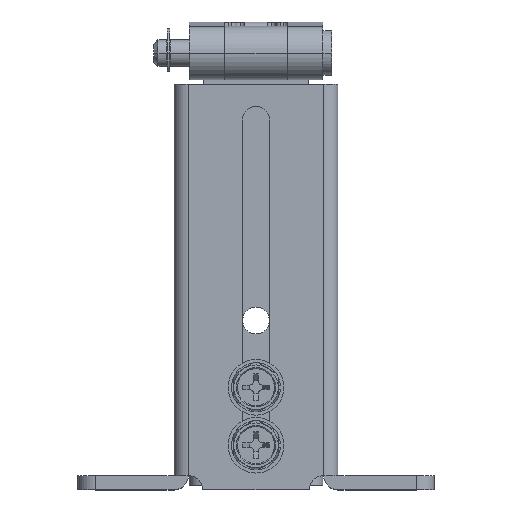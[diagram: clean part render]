
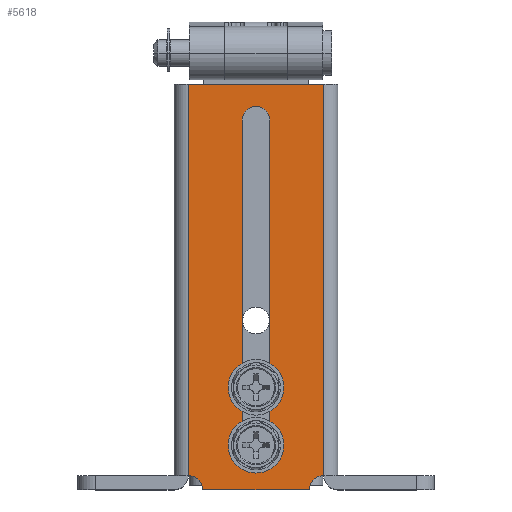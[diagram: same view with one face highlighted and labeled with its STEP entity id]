
A CAD part, top view. The second image highlights one B-rep face of the part: STEP entity #5618.
In plain terms, the highlighted planar face has unit normal (0, 0, 1).
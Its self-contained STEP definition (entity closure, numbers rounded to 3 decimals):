
#12 = CIRCLE ( 'NONE', #4084, 3.2 ) ;
#73 = CARTESIAN_POINT ( 'NONE',  ( 0., 10., 15. ) ) ;
#212 = VECTOR ( 'NONE', #4594, 1000. ) ;
#393 = VERTEX_POINT ( 'NONE', #7801 ) ;
#400 = EDGE_CURVE ( 'NONE', #7701, #4032, #431, .T. ) ;
#431 = LINE ( 'NONE', #6089, #3996 ) ;
#713 = EDGE_LOOP ( 'NONE', ( #7511, #5485, #2880, #6962, #6022, #7341 ) ) ;
#978 = VERTEX_POINT ( 'NONE', #6339 ) ;
#1142 = AXIS2_PLACEMENT_3D ( 'NONE', #73, #8082, #7231 ) ;
#1298 = VERTEX_POINT ( 'NONE', #3814 ) ;
#1590 = CIRCLE ( 'NONE', #7933, 3.2 ) ;
#1592 = FACE_BOUND ( 'NONE', #3041, .T. ) ;
#1683 = DIRECTION ( 'NONE',  ( 1., 0., 0. ) ) ;
#1748 = PLANE ( 'NONE',  #2803 ) ;
#1817 = VECTOR ( 'NONE', #1858, 1000. ) ;
#1858 = DIRECTION ( 'NONE',  ( -1., 0., 0. ) ) ;
#1947 = DIRECTION ( 'NONE',  ( 0., 1., 0. ) ) ;
#1995 = ORIENTED_EDGE ( 'NONE', *, *, #6145, .F. ) ;
#2045 = DIRECTION ( 'NONE',  ( 1., 0., 0. ) ) ;
#2412 = DIRECTION ( 'NONE',  ( 0., 1., 0. ) ) ;
#2558 = DIRECTION ( 'NONE',  ( 0., 0., 1. ) ) ;
#2715 = CARTESIAN_POINT ( 'NONE',  ( 18.4, 0., 15. ) ) ;
#2799 = CARTESIAN_POINT ( 'NONE',  ( 15.2, 91., 15. ) ) ;
#2801 = CARTESIAN_POINT ( 'NONE',  ( -15.2, 91., 15. ) ) ;
#2803 = AXIS2_PLACEMENT_3D ( 'NONE', #4109, #3276, #2412 ) ;
#2880 = ORIENTED_EDGE ( 'NONE', *, *, #2941, .T. ) ;
#2892 = DIRECTION ( 'NONE',  ( 0., 0., 1. ) ) ;
#2941 = EDGE_CURVE ( 'NONE', #393, #7701, #7288, .T. ) ;
#2970 = CARTESIAN_POINT ( 'NONE',  ( 12., 0., 15. ) ) ;
#2981 = EDGE_CURVE ( 'NONE', #6689, #6219, #7100, .T. ) ;
#3041 = EDGE_LOOP ( 'NONE', ( #6659, #6922, #3402, #1995 ) ) ;
#3276 = DIRECTION ( 'NONE',  ( 0., 0., -1. ) ) ;
#3402 = ORIENTED_EDGE ( 'NONE', *, *, #5199, .F. ) ;
#3418 = CARTESIAN_POINT ( 'NONE',  ( 0., 83., 15. ) ) ;
#3443 = VERTEX_POINT ( 'NONE', #2970 ) ;
#3651 = LINE ( 'NONE', #2799, #7853 ) ;
#3742 = LINE ( 'NONE', #6004, #6597 ) ;
#3763 = CARTESIAN_POINT ( 'NONE',  ( 15.2, 0., 15. ) ) ;
#3814 = CARTESIAN_POINT ( 'NONE',  ( 15.2, 3.2, 15. ) ) ;
#3996 = VECTOR ( 'NONE', #5270, 1000. ) ;
#4032 = VERTEX_POINT ( 'NONE', #5489 ) ;
#4084 = AXIS2_PLACEMENT_3D ( 'NONE', #3763, #2892, #2045 ) ;
#4109 = CARTESIAN_POINT ( 'NONE',  ( 18.4, 91., 15. ) ) ;
#4137 = CARTESIAN_POINT ( 'NONE',  ( 3.1, 10., 15. ) ) ;
#4173 = CIRCLE ( 'NONE', #6185, 3.1 ) ;
#4447 = EDGE_CURVE ( 'NONE', #6058, #6689, #4173, .T. ) ;
#4594 = DIRECTION ( 'NONE',  ( 0., -1., 0. ) ) ;
#4615 = EDGE_CURVE ( 'NONE', #978, #4032, #1590, .T. ) ;
#4679 = CARTESIAN_POINT ( 'NONE',  ( 3.1, 83., 15. ) ) ;
#4748 = VERTEX_POINT ( 'NONE', #4137 ) ;
#4824 = EDGE_CURVE ( 'NONE', #1298, #3443, #12, .T. ) ;
#5180 = DIRECTION ( 'NONE',  ( 0., 1., 0. ) ) ;
#5199 = EDGE_CURVE ( 'NONE', #4748, #6058, #3742, .T. ) ;
#5270 = DIRECTION ( 'NONE',  ( 0., -1., 0. ) ) ;
#5396 = CARTESIAN_POINT ( 'NONE',  ( -3.1, 83., 15. ) ) ;
#5485 = ORIENTED_EDGE ( 'NONE', *, *, #6369, .T. ) ;
#5489 = CARTESIAN_POINT ( 'NONE',  ( -15.2, 3.2, 15. ) ) ;
#5506 = FACE_OUTER_BOUND ( 'NONE', #713, .T. ) ;
#5534 = DIRECTION ( 'NONE',  ( -1., 0., 0. ) ) ;
#5603 = CARTESIAN_POINT ( 'NONE',  ( -3.1, 10., 15. ) ) ;
#5614 = DIRECTION ( 'NONE',  ( -1., 0., 0. ) ) ;
#5618 = ADVANCED_FACE ( 'NONE', ( #1592, #5506 ), #1748, .F. ) ;
#5781 = CIRCLE ( 'NONE', #1142, 3.1 ) ;
#5817 = EDGE_CURVE ( 'NONE', #3443, #978, #6892, .T. ) ;
#6004 = CARTESIAN_POINT ( 'NONE',  ( 3.1, 83., 15. ) ) ;
#6022 = ORIENTED_EDGE ( 'NONE', *, *, #4615, .F. ) ;
#6058 = VERTEX_POINT ( 'NONE', #4679 ) ;
#6089 = CARTESIAN_POINT ( 'NONE',  ( -15.2, 3.2, 15. ) ) ;
#6145 = EDGE_CURVE ( 'NONE', #6219, #4748, #5781, .T. ) ;
#6185 = AXIS2_PLACEMENT_3D ( 'NONE', #3418, #2558, #1683 ) ;
#6219 = VERTEX_POINT ( 'NONE', #5603 ) ;
#6339 = CARTESIAN_POINT ( 'NONE',  ( -12., 0., 15. ) ) ;
#6369 = EDGE_CURVE ( 'NONE', #1298, #393, #3651, .T. ) ;
#6377 = DIRECTION ( 'NONE',  ( 0., 0., 1. ) ) ;
#6447 = CARTESIAN_POINT ( 'NONE',  ( 18.4, 91., 15. ) ) ;
#6597 = VECTOR ( 'NONE', #5180, 1000. ) ;
#6659 = ORIENTED_EDGE ( 'NONE', *, *, #2981, .F. ) ;
#6689 = VERTEX_POINT ( 'NONE', #7249 ) ;
#6892 = LINE ( 'NONE', #2715, #1817 ) ;
#6922 = ORIENTED_EDGE ( 'NONE', *, *, #4447, .F. ) ;
#6962 = ORIENTED_EDGE ( 'NONE', *, *, #400, .T. ) ;
#7100 = LINE ( 'NONE', #5396, #212 ) ;
#7231 = DIRECTION ( 'NONE',  ( 1., 0., 0. ) ) ;
#7249 = CARTESIAN_POINT ( 'NONE',  ( -3.1, 83., 15. ) ) ;
#7288 = LINE ( 'NONE', #6447, #7658 ) ;
#7341 = ORIENTED_EDGE ( 'NONE', *, *, #5817, .F. ) ;
#7511 = ORIENTED_EDGE ( 'NONE', *, *, #4824, .F. ) ;
#7658 = VECTOR ( 'NONE', #5614, 1000. ) ;
#7701 = VERTEX_POINT ( 'NONE', #2801 ) ;
#7801 = CARTESIAN_POINT ( 'NONE',  ( 15.2, 91., 15. ) ) ;
#7853 = VECTOR ( 'NONE', #1947, 1000. ) ;
#7933 = AXIS2_PLACEMENT_3D ( 'NONE', #8074, #6377, #5534 ) ;
#8074 = CARTESIAN_POINT ( 'NONE',  ( -15.2, 0., 15. ) ) ;
#8082 = DIRECTION ( 'NONE',  ( 0., 0., 1. ) ) ;
